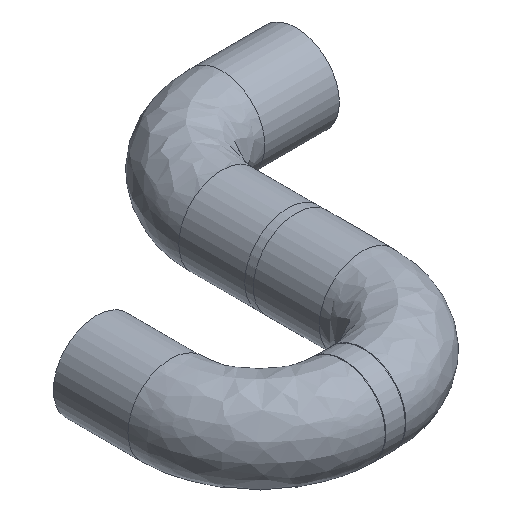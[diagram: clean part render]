
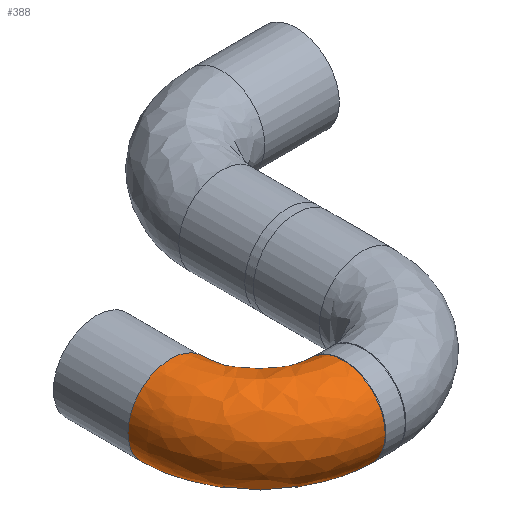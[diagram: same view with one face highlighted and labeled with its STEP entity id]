
A CAD part, isometric view. The second image highlights one B-rep face of the part: STEP entity #388.
In plain terms, the highlighted free-form (B-spline) face has degree [3, 3] with [7, 4] control points.
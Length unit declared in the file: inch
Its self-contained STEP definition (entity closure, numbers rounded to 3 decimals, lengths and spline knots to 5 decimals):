
#12 = EDGE_LOOP ( 'NONE', ( #672 ) ) ;
#18 = DIRECTION ( 'NONE',  ( -1., 0., 0.014 ) ) ;
#37 = CARTESIAN_POINT ( 'NONE',  ( -9.99544, -0.28245, 3.84704 ) ) ;
#43 = CARTESIAN_POINT ( 'NONE',  ( -6.45246, -1.32026, 3.79828 ) ) ;
#44 = CARTESIAN_POINT ( 'NONE',  ( -4.68098, -5.59741, 3.7739 ) ) ;
#53 = EDGE_CURVE ( 'NONE', #85, #85, #598, .T. ) ;
#63 =( BOUNDED_SURFACE ( )  B_SPLINE_SURFACE ( 3, 3, ( 
 ( #482, #368, #155, #44 ),
 ( #436, #653, #711, #202 ),
 ( #594, #263, #485, #152 ),
 ( #543, #43, #432, #95 ),
 ( #315, #709, #374, #591 ),
 ( #650, #148, #541, #200 ),
 ( #37, #431, #312, #706 ) ),
 .UNSPECIFIED., .T., .F., .T. ) 
 B_SPLINE_SURFACE_WITH_KNOTS ( ( 4, 3, 4 ),
 ( 4, 4 ),
 ( 0., 0.5, 1. ),
 ( 0., 1. ),
 .UNSPECIFIED. ) 
 GEOMETRIC_REPRESENTATION_ITEM ( )  RATIONAL_B_SPLINE_SURFACE ( (
 ( 1., 0.805, 0.805, 1.),
 ( 0.333, 0.268, 0.268, 0.333),
 ( 0.333, 0.268, 0.268, 0.333),
 ( 1., 0.805, 0.805, 1.),
 ( 0.333, 0.268, 0.268, 0.333),
 ( 0.333, 0.268, 0.268, 0.333),
 ( 1., 0.805, 0.805, 1.) ) ) 
 REPRESENTATION_ITEM ( '' )  SURFACE ( )  );
#82 = ORIENTED_EDGE ( 'NONE', *, *, #53, .T. ) ;
#85 = VERTEX_POINT ( 'NONE', #480 ) ;
#95 = CARTESIAN_POINT ( 'NONE',  ( -4.68098, -2.05411, 3.7739 ) ) ;
#146 = DIRECTION ( 'NONE',  ( -1., 0., 0.014 ) ) ;
#148 = CARTESIAN_POINT ( 'NONE',  ( -9.94668, -3.39588, 7.39001 ) ) ;
#150 = CARTESIAN_POINT ( 'NONE',  ( -8.22395, -0.28245, 3.82266 ) ) ;
#152 = CARTESIAN_POINT ( 'NONE',  ( -4.72974, -2.05411, 0.23093 ) ) ;
#155 = CARTESIAN_POINT ( 'NONE',  ( -7.79412, -5.59741, 3.81675 ) ) ;
#159 = VERTEX_POINT ( 'NONE', #243 ) ;
#200 = CARTESIAN_POINT ( 'NONE',  ( -4.63222, -5.59741, 7.31687 ) ) ;
#202 = CARTESIAN_POINT ( 'NONE',  ( -4.72974, -5.59741, 0.23093 ) ) ;
#237 = CARTESIAN_POINT ( 'NONE',  ( -4.68098, -3.82576, 3.7739 ) ) ;
#243 = CARTESIAN_POINT ( 'NONE',  ( -9.99544, -0.28245, 3.84704 ) ) ;
#263 = CARTESIAN_POINT ( 'NONE',  ( -6.50122, -1.32026, 0.25531 ) ) ;
#312 = CARTESIAN_POINT ( 'NONE',  ( -7.79412, -5.59741, 3.81675 ) ) ;
#315 = CARTESIAN_POINT ( 'NONE',  ( -6.4037, -0.28245, 7.34125 ) ) ;
#352 = CIRCLE ( 'NONE', #488, 1.77165 ) ;
#368 = CARTESIAN_POINT ( 'NONE',  ( -9.99544, -3.39588, 3.84704 ) ) ;
#374 = CARTESIAN_POINT ( 'NONE',  ( -5.66993, -2.05411, 7.33115 ) ) ;
#382 = FACE_OUTER_BOUND ( 'NONE', #12, .T. ) ;
#388 = ADVANCED_FACE ( 'NONE', ( #382, #690 ), #63, .T. ) ;
#431 = CARTESIAN_POINT ( 'NONE',  ( -9.99544, -3.39588, 3.84704 ) ) ;
#432 = CARTESIAN_POINT ( 'NONE',  ( -5.71869, -2.05411, 3.78818 ) ) ;
#436 = CARTESIAN_POINT ( 'NONE',  ( -10.0442, -0.28245, 0.30407 ) ) ;
#455 = AXIS2_PLACEMENT_3D ( 'NONE', #237, #18, #520 ) ;
#480 = CARTESIAN_POINT ( 'NONE',  ( -4.68098, -5.59741, 3.7739 ) ) ;
#481 = DIRECTION ( 'NONE',  ( 0., -1., 0. ) ) ;
#482 = CARTESIAN_POINT ( 'NONE',  ( -9.99544, -0.28245, 3.84704 ) ) ;
#485 = CARTESIAN_POINT ( 'NONE',  ( -5.76745, -2.05411, 0.24521 ) ) ;
#488 = AXIS2_PLACEMENT_3D ( 'NONE', #150, #481, #146 ) ;
#520 = DIRECTION ( 'NONE',  ( 0., -1., 0. ) ) ;
#533 = EDGE_LOOP ( 'NONE', ( #82 ) ) ;
#541 = CARTESIAN_POINT ( 'NONE',  ( -7.74536, -5.59741, 7.35972 ) ) ;
#543 = CARTESIAN_POINT ( 'NONE',  ( -6.45246, -0.28245, 3.79828 ) ) ;
#567 = EDGE_CURVE ( 'NONE', #159, #159, #352, .T. ) ;
#591 = CARTESIAN_POINT ( 'NONE',  ( -4.63222, -2.05411, 7.31687 ) ) ;
#594 = CARTESIAN_POINT ( 'NONE',  ( -6.50122, -0.28245, 0.25531 ) ) ;
#598 = CIRCLE ( 'NONE', #455, 1.77165 ) ;
#650 = CARTESIAN_POINT ( 'NONE',  ( -9.94668, -0.28245, 7.39001 ) ) ;
#653 = CARTESIAN_POINT ( 'NONE',  ( -10.0442, -3.39588, 0.30407 ) ) ;
#672 = ORIENTED_EDGE ( 'NONE', *, *, #567, .T. ) ;
#690 = FACE_OUTER_BOUND ( 'NONE', #533, .T. ) ;
#706 = CARTESIAN_POINT ( 'NONE',  ( -4.68098, -5.59741, 3.7739 ) ) ;
#709 = CARTESIAN_POINT ( 'NONE',  ( -6.4037, -1.32026, 7.34125 ) ) ;
#711 = CARTESIAN_POINT ( 'NONE',  ( -7.84288, -5.59741, 0.27377 ) ) ;
